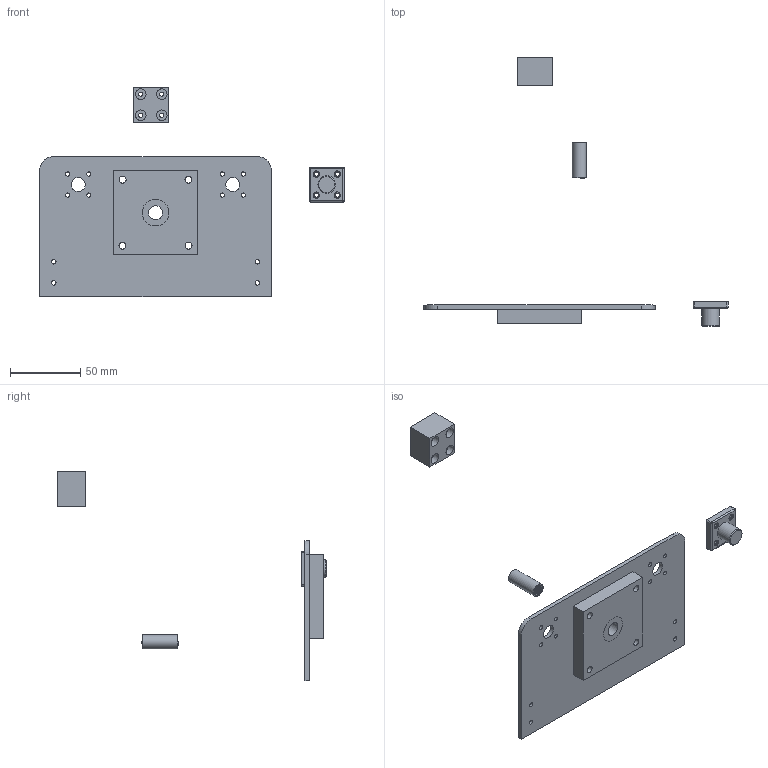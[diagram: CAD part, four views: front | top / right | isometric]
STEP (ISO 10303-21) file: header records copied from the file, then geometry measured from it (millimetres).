
FILE_DESCRIPTION(/* description */ (''),/* implementation_level */ '2;1');
FILE_NAME(/* name */ 'metal cutting plate_v6.step',/* time_stamp */ '2024-01-28T17:53:03+05:30',/* author */ (''),/* organization */ (''),/* preprocessor_version */ 'ST-DEVELOPER v20',/* originating_system */ 'Autodesk Translation Framework v12.14.0.127',/* authorisation */ '');
FILE_SCHEMA (('AUTOMOTIVE_DESIGN { 1 0 10303 214 3 1 1 }'));
Length unit declared in the file: millimetre
Products named in the file (5): metal cutting plate; Component1; part_for_attach; Component3; Component4
Assembly tree (4 placements, depth 2):
  metal cutting plate
    Component1
    part_for_attach
    Component3
    Component4
Bounding box: 216.96 x 191.04 x 149.42 mm (x, y, z)
Volume: 128014.1 mm3; surface area: 62842.4 mm2
Topology: 6 solids, 6 shells, 144 faces, 340 edges, 221 vertices
Faces by surface type: cylinder 90, plane 47, sphere 4, bspline 2, torus 1
Full cylindrical faces by diameter (mm): 3 x16, 3.2 x4, 4.5 x4, 5 x12, 6 x9, 7.5 x4, 8 x5, 10 x6, 12.5 x1, 19 x2, 40 x2
Entity records: 5627 total; most frequent: CARTESIAN_POINT 1996, DIRECTION 718, ORIENTED_EDGE 680, EDGE_CURVE 340, AXIS2_PLACEMENT_3D 281, EDGE_LOOP 233, VERTEX_POINT 221, LINE 156
